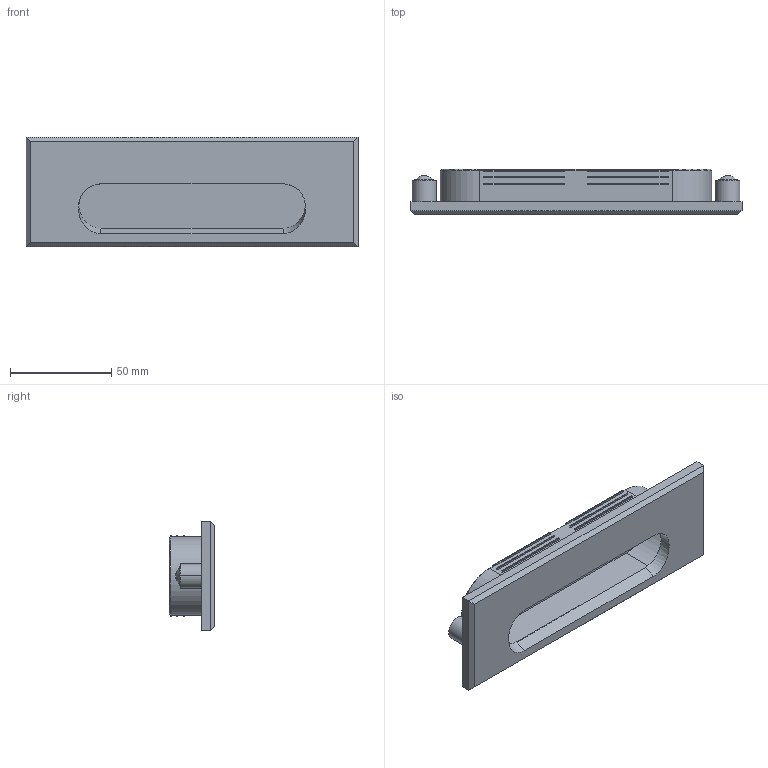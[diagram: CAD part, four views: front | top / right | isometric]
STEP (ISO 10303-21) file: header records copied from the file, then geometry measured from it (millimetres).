
FILE_DESCRIPTION((''),'2;1');
FILE_NAME('','2005-10-12T14:32:57',(''),(''),'','CADfix','');
FILE_SCHEMA(('AUTOMOTIVE_DESIGN'));
Length unit declared in the file: millimetre
Products named in the file (5): spacer; screw; cover; base; THA_254_2_28848_36
Assembly tree (6 placements, depth 2):
  THA_254_2_28848_36
    spacer  x2
    screw  x2
    cover
    base
Bounding box: 164 x 22.5 x 54 mm (x, y, z)
Volume: 50484.1 mm3; surface area: 42414.6 mm2
Topology: 6 solids, 6 shells, 195 faces, 526 edges, 362 vertices
Faces by surface type: bspline 195
Entity records: 4834 total; most frequent: CARTESIAN_POINT 2209, ORIENTED_EDGE 838, EDGE_CURVE 419, QUASI_UNIFORM_CURVE 290, VERTEX_POINT 285, EDGE_LOOP 180, FACE_OUTER_BOUND 159, ADVANCED_FACE 159
